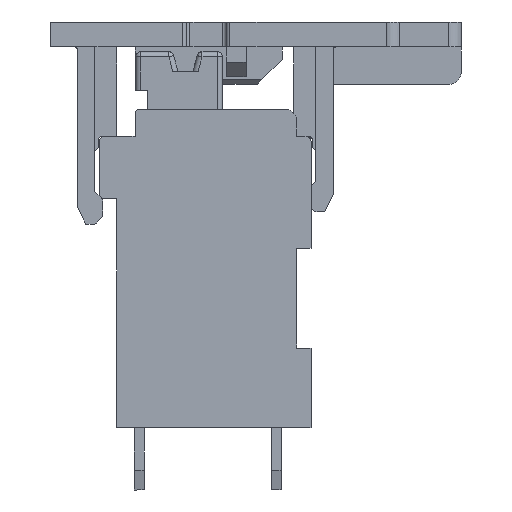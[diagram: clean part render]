
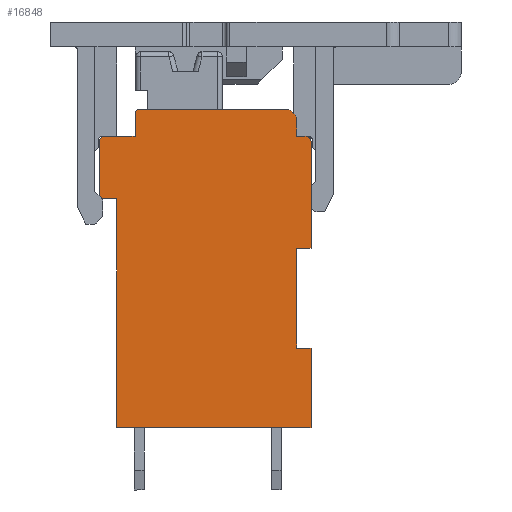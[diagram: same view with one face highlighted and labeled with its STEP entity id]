
A CAD part, left-side view. The second image highlights one B-rep face of the part: STEP entity #16848.
In plain terms, the highlighted planar face has unit normal (-1, 0, 0).
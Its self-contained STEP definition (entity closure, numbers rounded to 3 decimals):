
#370=PLANE('',#17882);
#941=CIRCLE('',#17842,0.5);
#943=CIRCLE('',#17846,0.2);
#963=CIRCLE('',#17883,0.2);
#964=CIRCLE('',#17884,0.2);
#965=CIRCLE('',#17885,0.2);
#2358=ORIENTED_EDGE('',*,*,#7160,.F.);
#2359=ORIENTED_EDGE('',*,*,#7074,.T.);
#2360=ORIENTED_EDGE('',*,*,#7069,.F.);
#2361=ORIENTED_EDGE('',*,*,#7081,.T.);
#2362=ORIENTED_EDGE('',*,*,#7079,.F.);
#2363=ORIENTED_EDGE('',*,*,#7125,.F.);
#2364=ORIENTED_EDGE('',*,*,#7212,.T.);
#2365=ORIENTED_EDGE('',*,*,#7117,.F.);
#2366=ORIENTED_EDGE('',*,*,#7213,.T.);
#2367=ORIENTED_EDGE('',*,*,#7114,.F.);
#2368=ORIENTED_EDGE('',*,*,#6517,.F.);
#2369=ORIENTED_EDGE('',*,*,#7099,.F.);
#2370=ORIENTED_EDGE('',*,*,#7107,.F.);
#2371=ORIENTED_EDGE('',*,*,#7113,.F.);
#2372=ORIENTED_EDGE('',*,*,#7189,.F.);
#2373=ORIENTED_EDGE('',*,*,#7109,.F.);
#2374=ORIENTED_EDGE('',*,*,#6536,.F.);
#2375=ORIENTED_EDGE('',*,*,#7214,.T.);
#2376=ORIENTED_EDGE('',*,*,#7161,.F.);
#6517=EDGE_CURVE('',#9036,#9037,#10656,.T.);
#6536=EDGE_CURVE('',#9048,#9049,#10675,.T.);
#7069=EDGE_CURVE('',#9499,#9500,#11174,.T.);
#7074=EDGE_CURVE('',#9504,#9500,#941,.F.);
#7079=EDGE_CURVE('',#9508,#9505,#11181,.T.);
#7081=EDGE_CURVE('',#9499,#9505,#943,.F.);
#7099=EDGE_CURVE('',#9522,#9036,#11199,.T.);
#7107=EDGE_CURVE('',#9527,#9522,#11207,.T.);
#7109=EDGE_CURVE('',#9049,#9529,#11209,.T.);
#7113=EDGE_CURVE('',#9531,#9527,#11213,.T.);
#7114=EDGE_CURVE('',#9037,#9532,#11214,.T.);
#7117=EDGE_CURVE('',#9533,#9534,#11217,.T.);
#7125=EDGE_CURVE('',#9537,#9508,#11222,.T.);
#7160=EDGE_CURVE('',#9504,#9555,#11241,.T.);
#7161=EDGE_CURVE('',#9555,#9556,#11242,.T.);
#7189=EDGE_CURVE('',#9529,#9531,#11270,.T.);
#7212=EDGE_CURVE('',#9537,#9534,#963,.F.);
#7213=EDGE_CURVE('',#9533,#9532,#964,.F.);
#7214=EDGE_CURVE('',#9048,#9556,#965,.F.);
#9036=VERTEX_POINT('',#24031);
#9037=VERTEX_POINT('',#24033);
#9048=VERTEX_POINT('',#24066);
#9049=VERTEX_POINT('',#24068);
#9499=VERTEX_POINT('',#25174);
#9500=VERTEX_POINT('',#25176);
#9504=VERTEX_POINT('',#25190);
#9505=VERTEX_POINT('',#25194);
#9508=VERTEX_POINT('',#25199);
#9522=VERTEX_POINT('',#25239);
#9527=VERTEX_POINT('',#25255);
#9529=VERTEX_POINT('',#25261);
#9531=VERTEX_POINT('',#25267);
#9532=VERTEX_POINT('',#25271);
#9533=VERTEX_POINT('',#25275);
#9534=VERTEX_POINT('',#25277);
#9537=VERTEX_POINT('',#25288);
#9555=VERTEX_POINT('',#25341);
#9556=VERTEX_POINT('',#25346);
#10656=LINE('',#24032,#12738);
#10675=LINE('',#24067,#12757);
#11174=LINE('',#25175,#13256);
#11181=LINE('',#25200,#13263);
#11199=LINE('',#25240,#13281);
#11207=LINE('',#25256,#13289);
#11209=LINE('',#25260,#13291);
#11213=LINE('',#25268,#13295);
#11214=LINE('',#25270,#13296);
#11217=LINE('',#25276,#13299);
#11222=LINE('',#25289,#13304);
#11241=LINE('',#25343,#13323);
#11242=LINE('',#25345,#13324);
#11270=LINE('',#25389,#13352);
#12738=VECTOR('',#19211,1000.);
#12757=VECTOR('',#19238,1000.);
#13256=VECTOR('',#19981,1000.);
#13263=VECTOR('',#19996,1000.);
#13281=VECTOR('',#20030,1000.);
#13289=VECTOR('',#20044,1000.);
#13291=VECTOR('',#20048,1000.);
#13295=VECTOR('',#20054,1000.);
#13296=VECTOR('',#20057,1000.);
#13299=VECTOR('',#20062,1000.);
#13304=VECTOR('',#20075,1000.);
#13323=VECTOR('',#20128,1000.);
#13324=VECTOR('',#20131,1000.);
#13352=VECTOR('',#20161,1000.);
#14815=EDGE_LOOP('',(#2358,#2359,#2360,#2361,#2362,#2363,#2364,#2365,#2366,
#2367,#2368,#2369,#2370,#2371,#2372,#2373,#2374,#2375,#2376));
#15737=FACE_BOUND('',#14815,.T.);
#16848=ADVANCED_FACE('',(#15737),#370,.F.);
#17842=AXIS2_PLACEMENT_3D('',#25189,#19988,#19989);
#17846=AXIS2_PLACEMENT_3D('',#25203,#20001,#20002);
#17882=AXIS2_PLACEMENT_3D('',#25422,#20184,#20185);
#17883=AXIS2_PLACEMENT_3D('',#25423,#20186,#20187);
#17884=AXIS2_PLACEMENT_3D('',#25424,#20188,#20189);
#17885=AXIS2_PLACEMENT_3D('',#25425,#20190,#20191);
#19211=DIRECTION('',(0.,0.,1.));
#19238=DIRECTION('',(0.,0.,-1.));
#19981=DIRECTION('',(0.,-1.,0.));
#19988=DIRECTION('',(1.,0.,0.));
#19989=DIRECTION('',(0.,0.,-1.));
#19996=DIRECTION('',(0.,0.,1.));
#20001=DIRECTION('',(1.,0.,0.));
#20002=DIRECTION('',(0.,0.,-1.));
#20030=DIRECTION('',(0.,1.,0.));
#20044=DIRECTION('',(0.,0.,-1.));
#20048=DIRECTION('',(0.,1.,0.));
#20054=DIRECTION('',(0.,-1.,0.));
#20057=DIRECTION('',(0.,1.,0.));
#20062=DIRECTION('',(0.,0.,1.));
#20075=DIRECTION('',(0.,-1.,0.));
#20128=DIRECTION('',(0.,0.,-1.));
#20131=DIRECTION('',(0.,-1.,0.));
#20161=DIRECTION('',(0.,0.,-1.));
#20184=DIRECTION('',(1.,0.,0.));
#20185=DIRECTION('',(0.,0.,-1.));
#20186=DIRECTION('',(1.,0.,0.));
#20187=DIRECTION('',(0.,0.,-1.));
#20188=DIRECTION('',(1.,0.,0.));
#20189=DIRECTION('',(0.,0.,-1.));
#20190=DIRECTION('',(1.,0.,0.));
#20191=DIRECTION('',(0.,0.,-1.));
#24031=CARTESIAN_POINT('',(-10.85,3.98,-5.2));
#24032=CARTESIAN_POINT('',(-10.85,3.98,4.));
#24033=CARTESIAN_POINT('',(-10.85,3.98,4.));
#24066=CARTESIAN_POINT('',(-10.85,-3.82,6.3));
#24067=CARTESIAN_POINT('',(-10.85,-3.82,6.5));
#24068=CARTESIAN_POINT('',(-10.85,-3.82,2.));
#25174=CARTESIAN_POINT('',(-10.85,3.05,7.6));
#25175=CARTESIAN_POINT('',(-10.85,3.25,7.6));
#25176=CARTESIAN_POINT('',(-10.85,-2.75,7.6));
#25189=CARTESIAN_POINT('',(-10.85,-2.75,7.1));
#25190=CARTESIAN_POINT('',(-10.85,-3.25,7.1));
#25194=CARTESIAN_POINT('',(-10.85,3.25,7.4));
#25199=CARTESIAN_POINT('',(-10.85,3.25,6.5));
#25200=CARTESIAN_POINT('',(-10.85,3.25,7.6));
#25203=CARTESIAN_POINT('',(-10.85,3.05,7.4));
#25239=CARTESIAN_POINT('',(-10.85,-3.82,-5.2));
#25240=CARTESIAN_POINT('',(-10.85,-3.82,-5.2));
#25255=CARTESIAN_POINT('',(-10.85,-3.82,-2.));
#25256=CARTESIAN_POINT('',(-10.85,-3.82,-2.));
#25260=CARTESIAN_POINT('',(-10.85,-3.82,2.));
#25261=CARTESIAN_POINT('',(-10.85,-3.25,2.));
#25267=CARTESIAN_POINT('',(-10.85,-3.25,-2.));
#25268=CARTESIAN_POINT('',(-10.85,-3.25,-2.));
#25270=CARTESIAN_POINT('',(-10.85,4.68,4.));
#25271=CARTESIAN_POINT('',(-10.85,4.48,4.));
#25275=CARTESIAN_POINT('',(-10.85,4.68,4.2));
#25276=CARTESIAN_POINT('',(-10.85,4.68,4.));
#25277=CARTESIAN_POINT('',(-10.85,4.68,6.3));
#25288=CARTESIAN_POINT('',(-10.85,4.48,6.5));
#25289=CARTESIAN_POINT('',(-10.85,3.25,6.5));
#25341=CARTESIAN_POINT('',(-10.85,-3.25,6.5));
#25343=CARTESIAN_POINT('',(-10.85,-3.25,6.5));
#25345=CARTESIAN_POINT('',(-10.85,-3.82,6.5));
#25346=CARTESIAN_POINT('',(-10.85,-3.62,6.5));
#25389=CARTESIAN_POINT('',(-10.85,-3.25,2.));
#25422=CARTESIAN_POINT('',(-10.85,0.,0.));
#25423=CARTESIAN_POINT('',(-10.85,4.48,6.3));
#25424=CARTESIAN_POINT('',(-10.85,4.48,4.2));
#25425=CARTESIAN_POINT('',(-10.85,-3.62,6.3));
